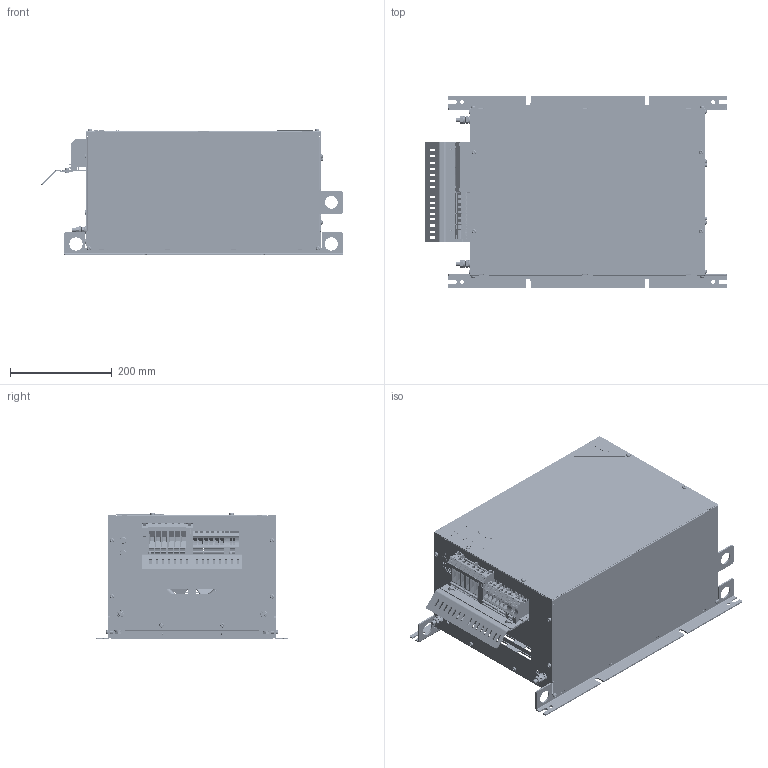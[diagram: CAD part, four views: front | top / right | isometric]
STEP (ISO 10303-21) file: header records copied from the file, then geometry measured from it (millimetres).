
FILE_DESCRIPTION(/* description */ (''),/* implementation_level */ '2;1');
FILE_NAME(/* name */ 'X3.3 IP20 if.stp',/* time_stamp */ '2019-01-11T09:45:52+01:00',/* author */ ('f.rambuscheck'),/* organization */ (''),/* preprocessor_version */ 'ST-DEVELOPER v17',/* originating_system */ 'Autodesk Inventor 2018',/* authorisation */ '');
FILE_SCHEMA (('AUTOMOTIVE_DESIGN { 1 0 10303 214 3 1 1 }'));
Products named in the file (1): X3.3 IP20 if
Bounding box: 592.5 x 378 x 248.06 mm (x, y, z)
Volume: 2131235.4 mm3; surface area: 1867580.2 mm2
Topology: 3 solids, 31 shells, 12291 faces, 34147 edges, 22354 vertices
Faces by surface type: plane 7766, cylinder 2771, bspline 1350, cone 220, torus 164, sphere 20
Full cylindrical faces by diameter (mm): 2.459 x5, 3.242 x17, 3.95 x2, 4 x16, 4.25 x8, 4.3 x12, 4.5 x28, 5 x48, 5.5 x12, 5.6 x2, 6.3 x2, 6.32 x12, 6.6 x1, 6.8 x17, 7 x6, 7.323 x8, 8 x22, 8.2 x8, 8.4 x18, 8.5 x32, 9 x4, 9.4 x2, 11 x2, 11.4 x9, 12 x2, 13 x2, 16 x16, 25 x2, 26 x4, 42.4 x1
Entity records: 436997 total; most frequent: CARTESIAN_POINT 114277, ORIENTED_EDGE 68216, DIRECTION 60369, EDGE_CURVE 34108, LINE 23291, VECTOR 23291, VERTEX_POINT 22354, AXIS2_PLACEMENT_3D 18539
